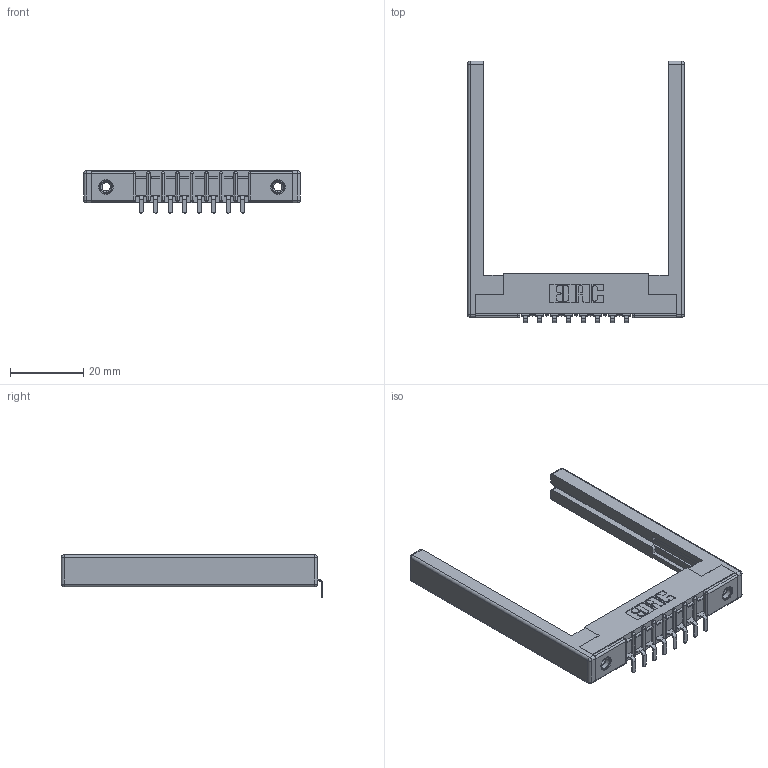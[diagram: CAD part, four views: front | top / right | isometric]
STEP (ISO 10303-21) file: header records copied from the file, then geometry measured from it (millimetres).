
FILE_DESCRIPTION (( 'STEP AP203' ), '1' );
FILE_NAME ('357-008-453-168.STEP', '2020-09-30T04:20:35', ( '' ), ( '' ), 'SwSTEP 2.0', 'SolidWorks 2020', '' );
FILE_SCHEMA (( 'CONFIG_CONTROL_DESIGN' ));
Length unit declared in the file: inch
Products named in the file (5): 357-008-453-168; 307-220-068; 345-250-001_345-250-001-102; 307 Part_.156 Dia Mounting Holes; 307-290-002_553
Assembly tree (13 placements, depth 2):
  357-008-453-168
    307 Part_.156 Dia Mounting Holes
    307-290-002_553  x8
    307-220-068  x2
    345-250-001_345-250-001-102  x2
Bounding box: 59.13 x 71.29 x 11.51 mm (x, y, z)
Volume: 8455.2 mm3; surface area: 10331.3 mm2
Topology: 13 solids, 13 shells, 905 faces, 2665 edges, 1730 vertices
Faces by surface type: plane 534, cylinder 329, sphere 26, cone 12, torus 4
Entity records: 14663 total; most frequent: CARTESIAN_POINT 2433, ORIENTED_EDGE 2412, DIRECTION 2398, EDGE_CURVE 1206, LINE 904, VECTOR 904, VERTEX_POINT 782, AXIS2_PLACEMENT_3D 747
